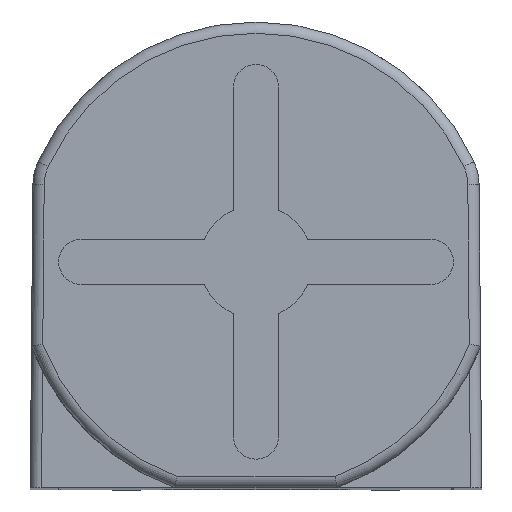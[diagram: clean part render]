
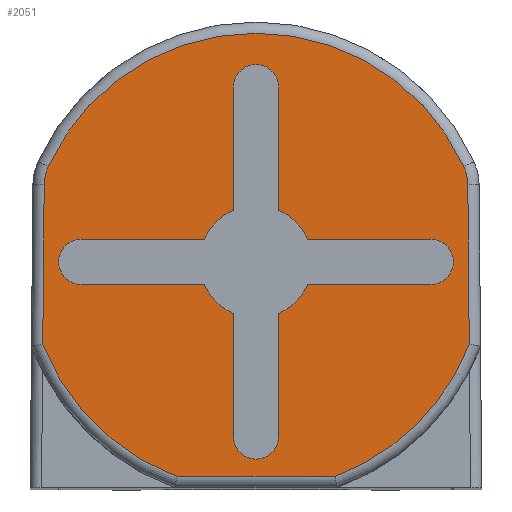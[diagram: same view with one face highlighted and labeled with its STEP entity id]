
A CAD part, top view. The second image highlights one B-rep face of the part: STEP entity #2051.
In plain terms, the highlighted planar face has unit normal (0, 0, 1).
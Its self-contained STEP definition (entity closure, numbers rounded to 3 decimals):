
#180=CARTESIAN_POINT('',(0.,4.,1.));
#181=DIRECTION('',(0.,0.,-1.));
#182=DIRECTION('',(0.933,-0.36,0.));
#183=AXIS2_PLACEMENT_3D('',#180,#181,#182);
#185=CARTESIAN_POINT('',(0.,4.,1.));
#186=DIRECTION('',(0.,0.,-1.));
#187=DIRECTION('',(0.702,-0.712,0.));
#188=AXIS2_PLACEMENT_3D('',#185,#186,#187);
#190=CARTESIAN_POINT('',(0.,4.,1.));
#191=DIRECTION('',(0.,0.,-1.));
#192=DIRECTION('',(-0.346,-0.938,0.));
#193=AXIS2_PLACEMENT_3D('',#190,#191,#192);
#195=DIRECTION('',(0.009,1.,0.));
#196=VECTOR('',#195,2.824);
#197=CARTESIAN_POINT('',(-3.778,2.54,1.));
#198=LINE('',#197,#196);
#199=CARTESIAN_POINT('',(-2.953,5.357,1.));
#200=DIRECTION('',(0.,0.,-1.));
#201=DIRECTION('',(-1.,0.009,0.));
#202=AXIS2_PLACEMENT_3D('',#199,#200,#201);
#204=CARTESIAN_POINT('',(0.,4.,1.));
#205=DIRECTION('',(0.,0.,-1.));
#206=DIRECTION('',(-0.909,0.417,0.));
#207=AXIS2_PLACEMENT_3D('',#204,#205,#206);
#209=CARTESIAN_POINT('',(2.953,5.357,1.));
#210=DIRECTION('',(0.,0.,-1.));
#211=DIRECTION('',(0.909,0.417,0.));
#212=AXIS2_PLACEMENT_3D('',#209,#210,#211);
#214=DIRECTION('',(0.009,-1.,0.));
#215=VECTOR('',#214,2.824);
#216=CARTESIAN_POINT('',(3.753,5.364,1.));
#217=LINE('',#216,#215);
#218=CARTESIAN_POINT('',(-3.097,4.,1.));
#219=DIRECTION('',(0.,0.,1.));
#220=DIRECTION('',(0.,1.,0.));
#221=AXIS2_PLACEMENT_3D('',#218,#219,#220);
#223=CARTESIAN_POINT('',(0.,4.,1.));
#224=DIRECTION('',(0.,0.,1.));
#225=DIRECTION('',(-0.917,-0.4,0.));
#226=AXIS2_PLACEMENT_3D('',#223,#224,#225);
#228=CARTESIAN_POINT('',(0.,0.903,1.));
#229=DIRECTION('',(0.,0.,1.));
#230=DIRECTION('',(-1.,0.,0.));
#231=AXIS2_PLACEMENT_3D('',#228,#229,#230);
#233=CARTESIAN_POINT('',(0.,4.,1.));
#234=DIRECTION('',(0.,0.,1.));
#235=DIRECTION('',(0.4,-0.917,0.));
#236=AXIS2_PLACEMENT_3D('',#233,#234,#235);
#238=CARTESIAN_POINT('',(3.097,4.,1.));
#239=DIRECTION('',(0.,0.,1.));
#240=DIRECTION('',(0.,-1.,0.));
#241=AXIS2_PLACEMENT_3D('',#238,#239,#240);
#243=CARTESIAN_POINT('',(0.,4.,1.));
#244=DIRECTION('',(0.,0.,1.));
#245=DIRECTION('',(0.917,0.4,0.));
#246=AXIS2_PLACEMENT_3D('',#243,#244,#245);
#248=CARTESIAN_POINT('',(0.,7.097,1.));
#249=DIRECTION('',(0.,0.,1.));
#250=DIRECTION('',(1.,0.,0.));
#251=AXIS2_PLACEMENT_3D('',#248,#249,#250);
#253=CARTESIAN_POINT('',(0.,4.,1.));
#254=DIRECTION('',(0.,0.,1.));
#255=DIRECTION('',(-0.4,0.917,0.));
#256=AXIS2_PLACEMENT_3D('',#253,#254,#255);
#262=DIRECTION('',(1.,0.,0.));
#263=VECTOR('',#262,2.802);
#264=CARTESIAN_POINT('',(-1.401,0.2,1.));
#265=LINE('',#264,#263);
#1332=DIRECTION('',(1.,0.,0.));
#1333=VECTOR('',#1332,2.18);
#1334=CARTESIAN_POINT('',(-3.097,4.4,1.));
#1335=LINE('',#1334,#1333);
#1424=DIRECTION('',(0.,1.,0.));
#1425=VECTOR('',#1424,2.18);
#1426=CARTESIAN_POINT('',(-0.4,4.917,1.));
#1427=LINE('',#1426,#1425);
#1436=DIRECTION('',(0.,-1.,0.));
#1437=VECTOR('',#1436,2.18);
#1438=CARTESIAN_POINT('',(0.4,7.097,1.));
#1439=LINE('',#1438,#1437);
#1448=DIRECTION('',(1.,0.,0.));
#1449=VECTOR('',#1448,2.18);
#1450=CARTESIAN_POINT('',(0.917,4.4,1.));
#1451=LINE('',#1450,#1449);
#1460=DIRECTION('',(-1.,0.,0.));
#1461=VECTOR('',#1460,2.18);
#1462=CARTESIAN_POINT('',(3.097,3.6,1.));
#1463=LINE('',#1462,#1461);
#1472=DIRECTION('',(0.,-1.,0.));
#1473=VECTOR('',#1472,2.18);
#1474=CARTESIAN_POINT('',(0.4,3.083,1.));
#1475=LINE('',#1474,#1473);
#1484=DIRECTION('',(0.,1.,0.));
#1485=VECTOR('',#1484,2.18);
#1486=CARTESIAN_POINT('',(-0.4,0.903,1.));
#1487=LINE('',#1486,#1485);
#1496=DIRECTION('',(-1.,0.,0.));
#1497=VECTOR('',#1496,2.18);
#1498=CARTESIAN_POINT('',(-0.917,3.6,1.));
#1499=LINE('',#1498,#1497);
#1570=CARTESIAN_POINT('',(2.845,1.118,1.));
#1571=CARTESIAN_POINT('',(1.401,0.2,1.));
#1572=VERTEX_POINT('',#1570);
#1573=VERTEX_POINT('',#1571);
#1574=CARTESIAN_POINT('',(3.778,2.54,1.));
#1575=VERTEX_POINT('',#1574);
#1576=CARTESIAN_POINT('',(-1.401,0.2,1.));
#1577=VERTEX_POINT('',#1576);
#1578=CARTESIAN_POINT('',(-3.778,2.54,1.));
#1579=VERTEX_POINT('',#1578);
#1580=CARTESIAN_POINT('',(-3.753,5.364,1.));
#1581=VERTEX_POINT('',#1580);
#1582=CARTESIAN_POINT('',(-3.68,5.691,1.));
#1583=VERTEX_POINT('',#1582);
#1584=CARTESIAN_POINT('',(3.68,5.691,1.));
#1585=VERTEX_POINT('',#1584);
#1586=CARTESIAN_POINT('',(3.753,5.364,1.));
#1587=VERTEX_POINT('',#1586);
#1588=CARTESIAN_POINT('',(-3.097,4.4,1.));
#1589=CARTESIAN_POINT('',(-0.917,4.4,1.));
#1590=VERTEX_POINT('',#1588);
#1591=VERTEX_POINT('',#1589);
#1592=CARTESIAN_POINT('',(-3.097,3.6,1.));
#1593=VERTEX_POINT('',#1592);
#1594=CARTESIAN_POINT('',(-0.917,3.6,1.));
#1595=VERTEX_POINT('',#1594);
#1596=CARTESIAN_POINT('',(-0.4,3.083,1.));
#1597=VERTEX_POINT('',#1596);
#1598=CARTESIAN_POINT('',(-0.4,0.903,1.));
#1599=VERTEX_POINT('',#1598);
#1600=CARTESIAN_POINT('',(0.4,0.903,1.));
#1601=VERTEX_POINT('',#1600);
#1602=CARTESIAN_POINT('',(0.4,3.083,1.));
#1603=VERTEX_POINT('',#1602);
#1604=CARTESIAN_POINT('',(0.917,3.6,1.));
#1605=VERTEX_POINT('',#1604);
#1606=CARTESIAN_POINT('',(3.097,3.6,1.));
#1607=VERTEX_POINT('',#1606);
#1608=CARTESIAN_POINT('',(3.097,4.4,1.));
#1609=VERTEX_POINT('',#1608);
#1610=CARTESIAN_POINT('',(0.917,4.4,1.));
#1611=VERTEX_POINT('',#1610);
#1612=CARTESIAN_POINT('',(0.4,4.917,1.));
#1613=VERTEX_POINT('',#1612);
#1614=CARTESIAN_POINT('',(0.4,7.097,1.));
#1615=VERTEX_POINT('',#1614);
#1616=CARTESIAN_POINT('',(-0.4,7.097,1.));
#1617=VERTEX_POINT('',#1616);
#1618=CARTESIAN_POINT('',(-0.4,4.917,1.));
#1619=VERTEX_POINT('',#1618);
#1994=CARTESIAN_POINT('',(0.,0.,1.));
#1995=DIRECTION('',(0.,0.,1.));
#1996=DIRECTION('',(1.,0.,0.));
#1997=AXIS2_PLACEMENT_3D('',#1994,#1995,#1996);
#1998=PLANE('',#1997);
#1999=ORIENTED_EDGE('',*,*,#1983,.T.);
#2000=ORIENTED_EDGE('',*,*,#1981,.T.);
#2002=ORIENTED_EDGE('',*,*,#2001,.F.);
#2004=ORIENTED_EDGE('',*,*,#2003,.T.);
#2006=ORIENTED_EDGE('',*,*,#2005,.T.);
#2008=ORIENTED_EDGE('',*,*,#2007,.T.);
#2010=ORIENTED_EDGE('',*,*,#2009,.T.);
#2012=ORIENTED_EDGE('',*,*,#2011,.T.);
#2014=ORIENTED_EDGE('',*,*,#2013,.T.);
#2015=EDGE_LOOP('',(#1999,#2000,#2002,#2004,#2006,#2008,#2010,#2012,#2014));
#2016=FACE_OUTER_BOUND('',#2015,.F.);
#2018=ORIENTED_EDGE('',*,*,#2017,.F.);
#2020=ORIENTED_EDGE('',*,*,#2019,.T.);
#2022=ORIENTED_EDGE('',*,*,#2021,.F.);
#2024=ORIENTED_EDGE('',*,*,#2023,.T.);
#2026=ORIENTED_EDGE('',*,*,#2025,.F.);
#2028=ORIENTED_EDGE('',*,*,#2027,.T.);
#2030=ORIENTED_EDGE('',*,*,#2029,.F.);
#2032=ORIENTED_EDGE('',*,*,#2031,.T.);
#2034=ORIENTED_EDGE('',*,*,#2033,.F.);
#2036=ORIENTED_EDGE('',*,*,#2035,.T.);
#2038=ORIENTED_EDGE('',*,*,#2037,.F.);
#2040=ORIENTED_EDGE('',*,*,#2039,.T.);
#2042=ORIENTED_EDGE('',*,*,#2041,.F.);
#2044=ORIENTED_EDGE('',*,*,#2043,.T.);
#2046=ORIENTED_EDGE('',*,*,#2045,.F.);
#2048=ORIENTED_EDGE('',*,*,#2047,.T.);
#2049=EDGE_LOOP('',(#2018,#2020,#2022,#2024,#2026,#2028,#2030,#2032,#2034,#2036,
#2038,#2040,#2042,#2044,#2046,#2048));
#2050=FACE_BOUND('',#2049,.F.);
#184=CIRCLE('',#183,4.05);
#189=CIRCLE('',#188,4.05);
#194=CIRCLE('',#193,4.05);
#203=CIRCLE('',#202,0.8);
#208=CIRCLE('',#207,4.05);
#213=CIRCLE('',#212,0.8);
#222=CIRCLE('',#221,0.4);
#227=CIRCLE('',#226,1.);
#232=CIRCLE('',#231,0.4);
#237=CIRCLE('',#236,1.);
#242=CIRCLE('',#241,0.4);
#247=CIRCLE('',#246,1.);
#252=CIRCLE('',#251,0.4);
#257=CIRCLE('',#256,1.);
#1981=EDGE_CURVE('',#1572,#1573,#189,.T.);
#1983=EDGE_CURVE('',#1575,#1572,#184,.T.);
#2001=EDGE_CURVE('',#1577,#1573,#265,.T.);
#2003=EDGE_CURVE('',#1577,#1579,#194,.T.);
#2005=EDGE_CURVE('',#1579,#1581,#198,.T.);
#2007=EDGE_CURVE('',#1581,#1583,#203,.T.);
#2009=EDGE_CURVE('',#1583,#1585,#208,.T.);
#2011=EDGE_CURVE('',#1585,#1587,#213,.T.);
#2013=EDGE_CURVE('',#1587,#1575,#217,.T.);
#2017=EDGE_CURVE('',#1590,#1591,#1335,.T.);
#2019=EDGE_CURVE('',#1590,#1593,#222,.T.);
#2021=EDGE_CURVE('',#1595,#1593,#1499,.T.);
#2023=EDGE_CURVE('',#1595,#1597,#227,.T.);
#2025=EDGE_CURVE('',#1599,#1597,#1487,.T.);
#2027=EDGE_CURVE('',#1599,#1601,#232,.T.);
#2029=EDGE_CURVE('',#1603,#1601,#1475,.T.);
#2031=EDGE_CURVE('',#1603,#1605,#237,.T.);
#2033=EDGE_CURVE('',#1607,#1605,#1463,.T.);
#2035=EDGE_CURVE('',#1607,#1609,#242,.T.);
#2037=EDGE_CURVE('',#1611,#1609,#1451,.T.);
#2039=EDGE_CURVE('',#1611,#1613,#247,.T.);
#2041=EDGE_CURVE('',#1615,#1613,#1439,.T.);
#2043=EDGE_CURVE('',#1615,#1617,#252,.T.);
#2045=EDGE_CURVE('',#1619,#1617,#1427,.T.);
#2047=EDGE_CURVE('',#1619,#1591,#257,.T.);
#2051=ADVANCED_FACE('',(#2016,#2050),#1998,.T.);
